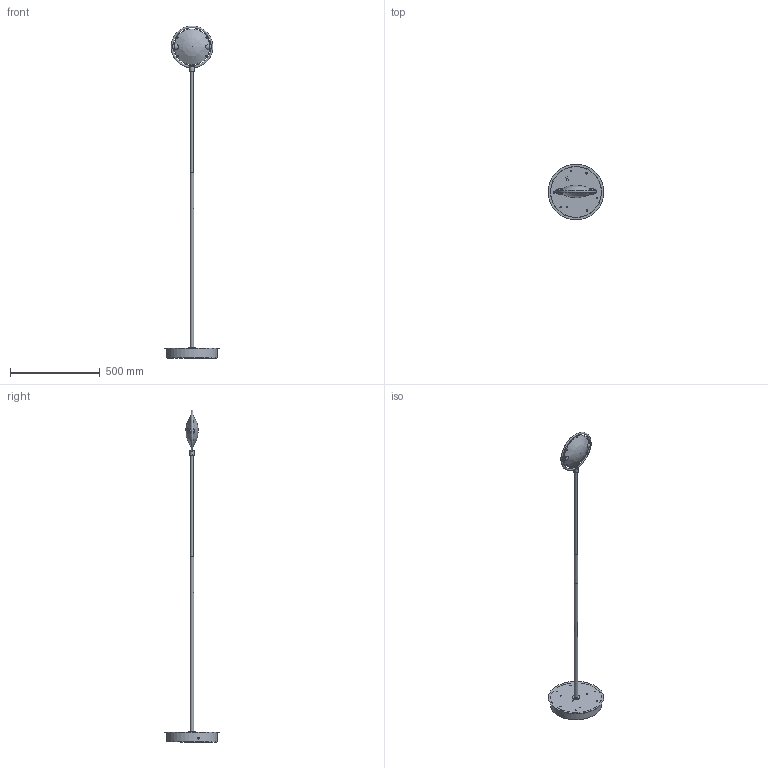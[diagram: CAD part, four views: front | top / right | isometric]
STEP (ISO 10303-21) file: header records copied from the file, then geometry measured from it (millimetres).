
FILE_DESCRIPTION(/* description */ (''),/* implementation_level */ '2;1');
FILE_NAME(/* name */ 'F339230150xxNE.stp',/* time_stamp */ '2020-01-15T13:41:44+01:00',/* author */ ('sghezzi'),/* organization */ (''),/* preprocessor_version */ 'ST-DEVELOPER v17.2',/* originating_system */ 'Autodesk Inventor 2019',/* authorisation */ '');
FILE_SCHEMA (('AUTOMOTIVE_DESIGN { 1 0 10303 214 3 1 1 }'));
Length unit declared in the file: millimetre
Products named in the file (14): Nobi_3392; Anello; LAMPADINA_ALOG_150-500W_R7s; 0072335610 Diffusore D200; 0072335610 Diffusore D200_MIR; 007335890_Molla reggivetro rifl nobi d235; 007335890_Molla reggivetro rifl nobi d235_MIR; 007339230_Stelo Inferiore; 007339260_Stelo superiore; 007339301_Sottobase Nr; 007339340_Copribase d310; 007339370_Anello di Battuta; 007339320 Contrappeso; 007339311 Distanziale x contrappeso
Assembly tree (15 placements, depth 2):
  Nobi_3392
    Anello
    LAMPADINA_ALOG_150-500W_R7s
    0072335610 Diffusore D200
    0072335610 Diffusore D200_MIR
    007335890_Molla reggivetro rifl nobi d235
    007335890_Molla reggivetro rifl nobi d235_MIR
    007339230_Stelo Inferiore
    007339260_Stelo superiore
    007339301_Sottobase Nr
    007339340_Copribase d310
    007339370_Anello di Battuta
    007339320 Contrappeso
    007339311 Distanziale x contrappeso  x3
Bounding box: 310 x 310 x 1853 mm (x, y, z)
Volume: 1199881 mm3; surface area: 882795.1 mm2
Topology: 17 solids, 18 shells, 304 faces, 779 edges, 501 vertices
Faces by surface type: plane 169, cylinder 100, bspline 20, torus 7, cone 7, sphere 1
Full cylindrical faces by diameter (mm): 2.459 x3, 4 x3, 5.4 x3, 6 x6, 7 x4, 8.5 x1, 9 x1, 10 x3, 11 x2, 12 x1, 13 x1, 15 x3, 16 x1, 20 x5, 20.5 x2, 22 x2, 24 x3, 25 x2, 40 x1, 268 x1, 283.8 x1, 285 x1, 310 x1
Entity records: 10857 total; most frequent: CARTESIAN_POINT 3112, DIRECTION 1549, ORIENTED_EDGE 1490, EDGE_CURVE 745, AXIS2_PLACEMENT_3D 604, VERTEX_POINT 487, EDGE_LOOP 354, LINE 341
